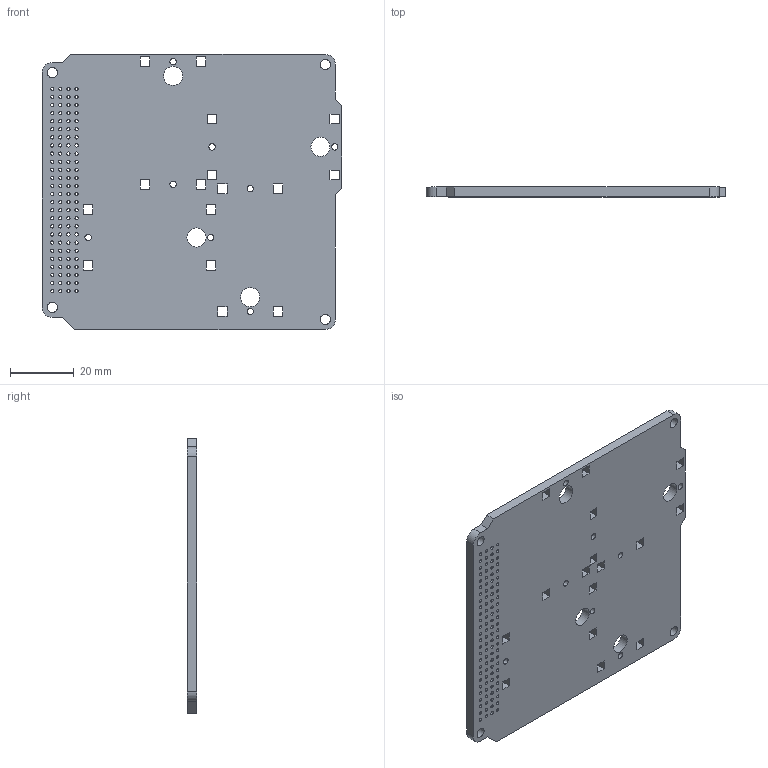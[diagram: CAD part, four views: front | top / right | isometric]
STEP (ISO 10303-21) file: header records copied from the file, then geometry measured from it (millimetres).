
FILE_DESCRIPTION(/* description */ (''),/* implementation_level */ '2;1');
FILE_NAME(/* name */ 'PCB.step',/* time_stamp */ '2018-05-07T21:26:18+10:00',/* author */ (''),/* organization */ (''),/* preprocessor_version */ 'ST-DEVELOPER v17',/* originating_system */ 'Autodesk Translation Framework v7.1.0.215',/* authorisation */ '');
FILE_SCHEMA (('AUTOMOTIVE_DESIGN { 1 0 10303 214 3 1 1 }'));
Length unit declared in the file: millimetre
Products named in the file (1): PCB
Bounding box: 94.08 x 3 x 86.36 mm (x, y, z)
Volume: 22649.8 mm3; surface area: 18216.5 mm2
Topology: 1 solids, 1 shells, 202 faces, 818 edges, 618 vertices
Faces by surface type: cylinder 124, plane 78
Full cylindrical faces by diameter (mm): 1.016 x104, 2 x8, 3.175 x4, 6 x4
Entity records: 9634 total; most frequent: DIRECTION 1688, CARTESIAN_POINT 1639, ORIENTED_EDGE 1636, EDGE_CURVE 818, AXIS2_PLACEMENT_3D 667, VERTEX_POINT 618, EDGE_LOOP 474, CIRCLE 464
